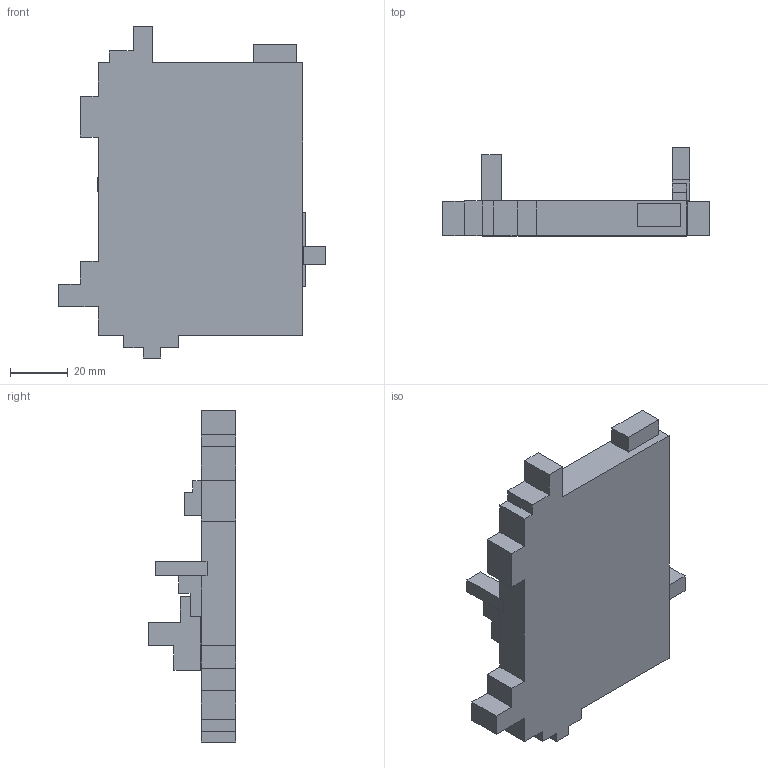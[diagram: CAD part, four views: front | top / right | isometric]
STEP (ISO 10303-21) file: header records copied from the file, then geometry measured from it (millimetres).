
FILE_DESCRIPTION(/* description */ (''),/* implementation_level */ '2;1');
FILE_NAME(/* name */ 'no oled breadboard.step',/* time_stamp */ '2025-07-13T13:35:41-07:00',/* author */ (''),/* organization */ (''),/* preprocessor_version */ 'ST-DEVELOPER v20.1',/* originating_system */ 'Autodesk Translation Framework v14.10.0.0',/* authorisation */ '');
FILE_SCHEMA (('AUTOMOTIVE_DESIGN { 1 0 10303 214 3 1 1 }'));
Length unit declared in the file: millimetre
Products named in the file (1): 2025-07-12-22-58-39-267
Bounding box: 92.49 x 30.47 x 115.02 mm (x, y, z)
Volume: 43661.5 mm3; surface area: 24450.5 mm2
Topology: 3 solids, 3 shells, 76 faces, 206 edges, 137 vertices
Faces by surface type: plane 76
Entity records: 2373 total; most frequent: CARTESIAN_POINT 420, ORIENTED_EDGE 412, DIRECTION 360, LINE 206, VECTOR 206, EDGE_CURVE 206, VERTEX_POINT 137, EDGE_LOOP 77
